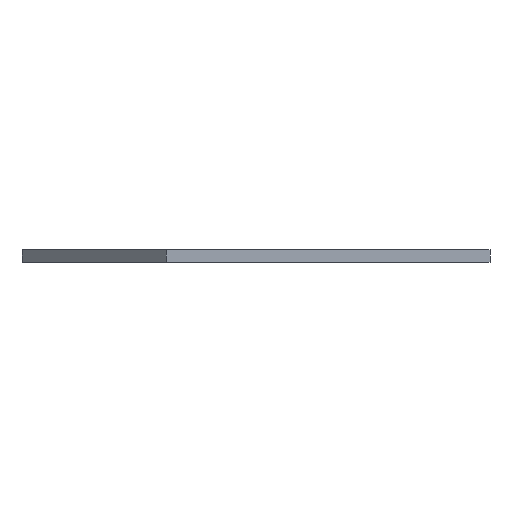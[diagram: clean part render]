
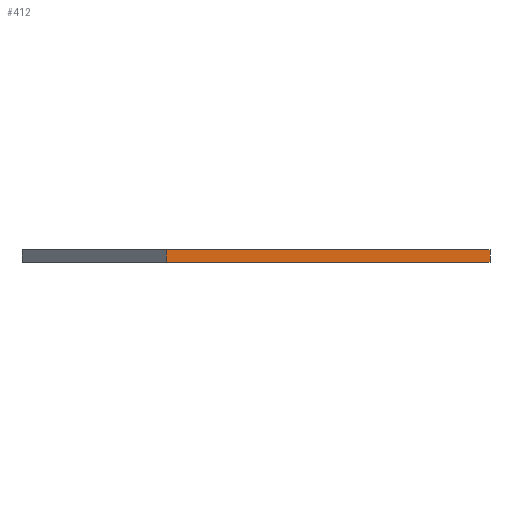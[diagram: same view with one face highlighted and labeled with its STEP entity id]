
A CAD part, left-side view. The second image highlights one B-rep face of the part: STEP entity #412.
In plain terms, the highlighted planar face has unit normal (-1, 0, 0).
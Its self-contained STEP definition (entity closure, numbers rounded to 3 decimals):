
#210 = VECTOR ( 'NONE', #761, 1000. ) ;
#236 = PLANE ( 'NONE',  #550 ) ;
#266 = VECTOR ( 'NONE', #732, 1000. ) ;
#388 = ORIENTED_EDGE ( 'NONE', *, *, #1004, .T. ) ;
#412 = ADVANCED_FACE ( 'NONE', ( #1377 ), #236, .F. ) ;
#448 = DIRECTION ( 'NONE',  ( 0., -1., 0. ) ) ;
#476 = CARTESIAN_POINT ( 'NONE',  ( -96.5, -48., 4. ) ) ;
#479 = EDGE_LOOP ( 'NONE', ( #1365, #1442, #1122, #388 ) ) ;
#482 = LINE ( 'NONE', #490, #501 ) ;
#490 = CARTESIAN_POINT ( 'NONE',  ( -96.5, 52., 4. ) ) ;
#501 = VECTOR ( 'NONE', #896, 1000. ) ;
#535 = CARTESIAN_POINT ( 'NONE',  ( -96.5, -48., 4. ) ) ;
#550 = AXIS2_PLACEMENT_3D ( 'NONE', #1267, #1282, #731 ) ;
#590 = CARTESIAN_POINT ( 'NONE',  ( -96.5, -48., 0. ) ) ;
#623 = CARTESIAN_POINT ( 'NONE',  ( -96.5, 52., 4. ) ) ;
#672 = VERTEX_POINT ( 'NONE', #931 ) ;
#690 = EDGE_CURVE ( 'NONE', #672, #1536, #1215, .T. ) ;
#709 = LINE ( 'NONE', #476, #266 ) ;
#731 = DIRECTION ( 'NONE',  ( 0., 0., -1. ) ) ;
#732 = DIRECTION ( 'NONE',  ( 0., 0., -1. ) ) ;
#761 = DIRECTION ( 'NONE',  ( 0., -1., 0. ) ) ;
#795 = VERTEX_POINT ( 'NONE', #623 ) ;
#896 = DIRECTION ( 'NONE',  ( 0., 0., -1. ) ) ;
#931 = CARTESIAN_POINT ( 'NONE',  ( -96.5, 52., 0. ) ) ;
#1004 = EDGE_CURVE ( 'NONE', #795, #672, #482, .T. ) ;
#1036 = VECTOR ( 'NONE', #448, 1000. ) ;
#1122 = ORIENTED_EDGE ( 'NONE', *, *, #1370, .F. ) ;
#1163 = CARTESIAN_POINT ( 'NONE',  ( -96.5, -48., 4. ) ) ;
#1212 = CARTESIAN_POINT ( 'NONE',  ( -96.5, -48., 0. ) ) ;
#1215 = LINE ( 'NONE', #590, #1036 ) ;
#1267 = CARTESIAN_POINT ( 'NONE',  ( -96.5, -48., 4. ) ) ;
#1282 = DIRECTION ( 'NONE',  ( 1., 0., 0. ) ) ;
#1365 = ORIENTED_EDGE ( 'NONE', *, *, #690, .T. ) ;
#1370 = EDGE_CURVE ( 'NONE', #795, #1435, #1558, .T. ) ;
#1377 = FACE_OUTER_BOUND ( 'NONE', #479, .T. ) ;
#1435 = VERTEX_POINT ( 'NONE', #535 ) ;
#1442 = ORIENTED_EDGE ( 'NONE', *, *, #1607, .F. ) ;
#1536 = VERTEX_POINT ( 'NONE', #1212 ) ;
#1558 = LINE ( 'NONE', #1163, #210 ) ;
#1607 = EDGE_CURVE ( 'NONE', #1435, #1536, #709, .T. ) ;
